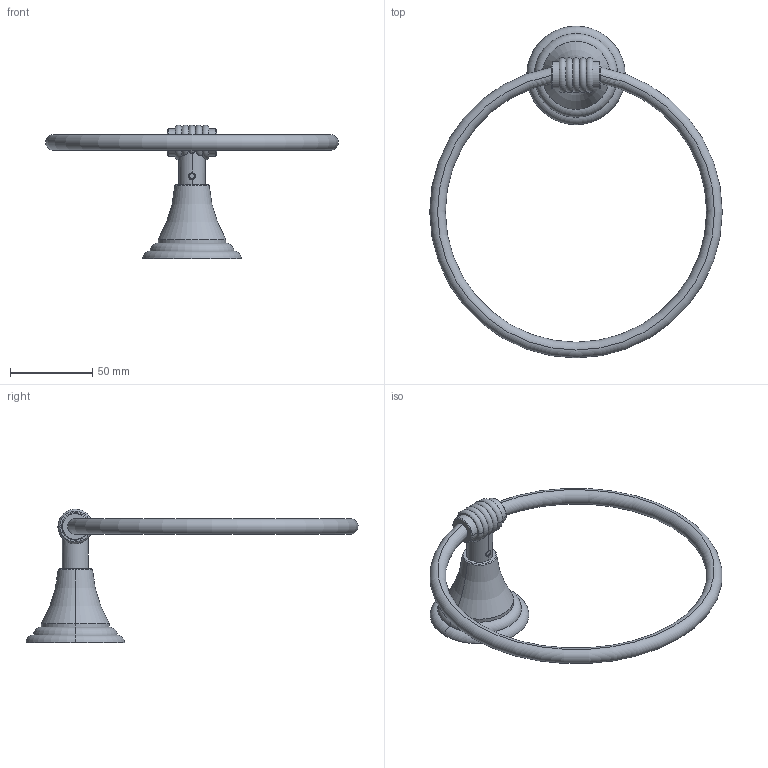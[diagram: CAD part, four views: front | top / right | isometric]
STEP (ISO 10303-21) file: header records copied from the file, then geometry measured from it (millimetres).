
FILE_DESCRIPTION((''),'2;1');
FILE_NAME('17-09_WEB','2010-11-15T',('project'),(''),'PRO/ENGINEER BY PARAMETRIC TECHNOLOGY CORPORATION, 2009300','PRO/ENGINEER BY PARAMETRIC TECHNOLOGY CORPORATION, 2009300','');
FILE_SCHEMA(('CONFIG_CONTROL_DESIGN'));
Length unit declared in the file: inch
Products named in the file (1): 17-09_WEB
Bounding box: 177.78 x 201.77 x 81.28 mm (x, y, z)
Surface area: 27907 mm2 (no closed solid volume)
Topology: 0 solids, 6 shells, 40 faces, 108 edges, 73 vertices
Faces by surface type: torus 15, cylinder 9, cone 8, plane 7, bspline 1
Entity records: 2065 total; most frequent: CARTESIAN_POINT 1051, DIRECTION 212, ORIENTED_EDGE 180, EDGE_CURVE 108, AXIS2_PLACEMENT_3D 96, VERTEX_POINT 73, CIRCLE 57, EDGE_LOOP 42
